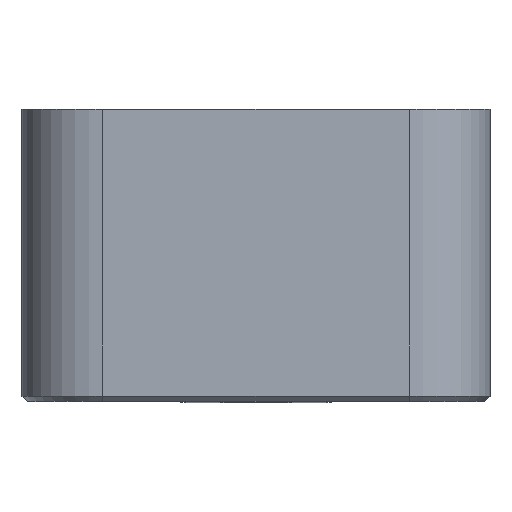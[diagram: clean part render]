
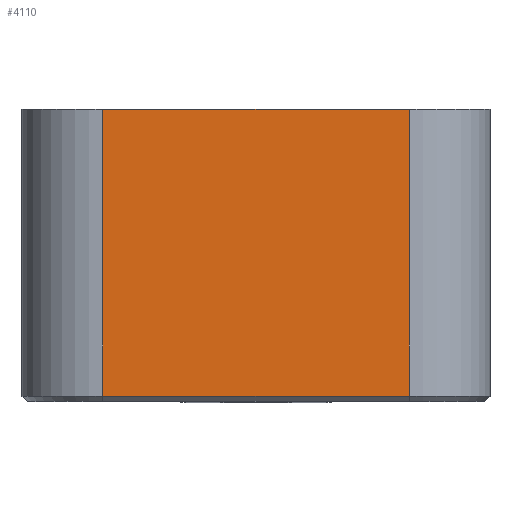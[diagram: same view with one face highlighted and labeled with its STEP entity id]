
A CAD part, top view. The second image highlights one B-rep face of the part: STEP entity #4110.
In plain terms, the highlighted planar face has unit normal (0, 0, 1).
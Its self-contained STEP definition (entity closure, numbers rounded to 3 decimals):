
#672=FACE_OUTER_BOUND('',#937,.T.);
#937=EDGE_LOOP('',(#2911,#2912,#2913,#2914));
#1195=LINE('',#5888,#1457);
#1231=LINE('',#6001,#1493);
#1238=LINE('',#6024,#1500);
#1240=LINE('',#6028,#1502);
#1457=VECTOR('',#4853,10.);
#1493=VECTOR('',#4973,10.);
#1500=VECTOR('',#4994,10.);
#1502=VECTOR('',#5000,10.);
#1718=VERTEX_POINT('',#5880);
#1720=VERTEX_POINT('',#5886);
#1754=VERTEX_POINT('',#5998);
#1755=VERTEX_POINT('',#6000);
#2129=EDGE_CURVE('',#1720,#1718,#1195,.T.);
#2186=EDGE_CURVE('',#1754,#1755,#1231,.T.);
#2198=EDGE_CURVE('',#1718,#1754,#1238,.T.);
#2200=EDGE_CURVE('',#1755,#1720,#1240,.T.);
#2911=ORIENTED_EDGE('',*,*,#2129,.F.);
#2912=ORIENTED_EDGE('',*,*,#2200,.F.);
#2913=ORIENTED_EDGE('',*,*,#2186,.F.);
#2914=ORIENTED_EDGE('',*,*,#2198,.F.);
#4017=PLANE('',#4473);
#4110=ADVANCED_FACE('',(#672),#4017,.T.);
#4473=AXIS2_PLACEMENT_3D('',#6029,#5001,#5002);
#4853=DIRECTION('',(-1.,0.,0.));
#4973=DIRECTION('',(1.,0.,0.));
#4994=DIRECTION('',(0.,1.,0.));
#5000=DIRECTION('',(0.,-1.,0.));
#5001=DIRECTION('center_axis',(0.,0.,1.));
#5002=DIRECTION('ref_axis',(1.,0.,0.));
#5880=CARTESIAN_POINT('',(-169.145,0.5,73.582));
#5886=CARTESIAN_POINT('',(-138.645,0.5,73.582));
#5888=CARTESIAN_POINT('',(-165.52,0.5,73.582));
#5998=CARTESIAN_POINT('',(-169.145,29.,73.582));
#6000=CARTESIAN_POINT('',(-138.645,29.,73.582));
#6001=CARTESIAN_POINT('',(-177.145,29.,73.582));
#6024=CARTESIAN_POINT('',(-169.145,0.,73.582));
#6028=CARTESIAN_POINT('',(-138.645,0.,73.582));
#6029=CARTESIAN_POINT('Origin',(-177.145,0.,73.582));
